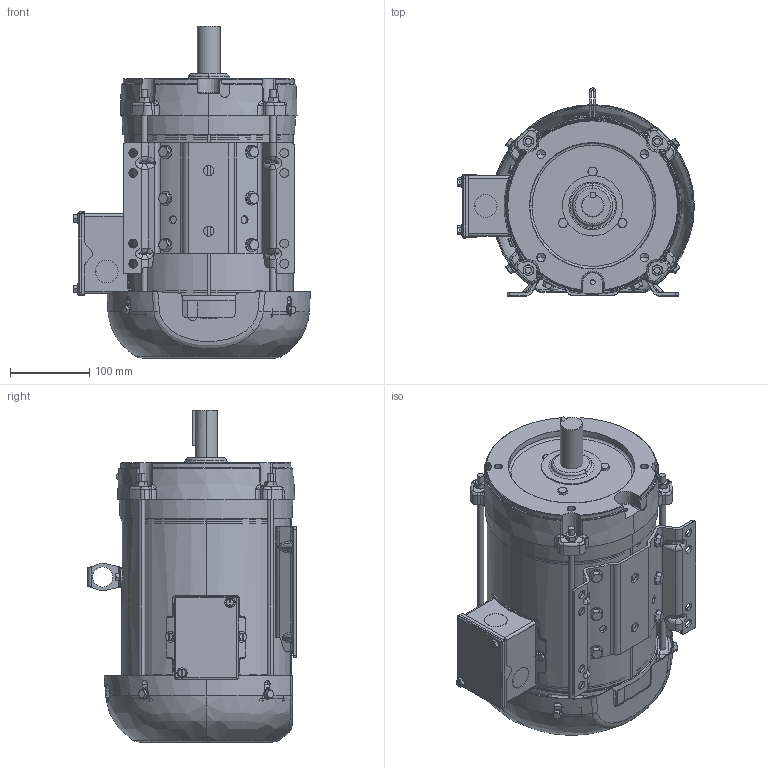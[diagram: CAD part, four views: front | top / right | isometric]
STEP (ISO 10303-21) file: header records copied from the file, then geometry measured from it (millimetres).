
FILE_DESCRIPTION (( 'STEP AP214' ), '1' );
FILE_NAME ('036316-800_RevA_182TC_3HP r1 Coord.STEP', '2021-07-29T13:35:18', ( '' ), ( '' ), 'SwSTEP 2.0', 'SolidWorks 2017', '' );
FILE_SCHEMA (( 'AUTOMOTIVE_DESIGN' ));
Length unit declared in the file: inch
Products named in the file (1): 036316-800_RevA_182TC_3HP r1 Coord
Bounding box: 298.54 x 262.49 x 418.61 mm (x, y, z)
Volume: 2551612.4 mm3; surface area: 1080309 mm2
Topology: 44 solids, 44 shells, 2571 faces, 6527 edges, 4039 vertices
Faces by surface type: cylinder 825, plane 693, bspline 693, cone 360
Entity records: 115875 total; most frequent: CARTESIAN_POINT 58026, ORIENTED_EDGE 12916, DIRECTION 10757, EDGE_CURVE 6458, AXIS2_PLACEMENT_3D 4334, VERTEX_POINT 4039, EDGE_LOOP 2887, FACE_OUTER_BOUND 2571
